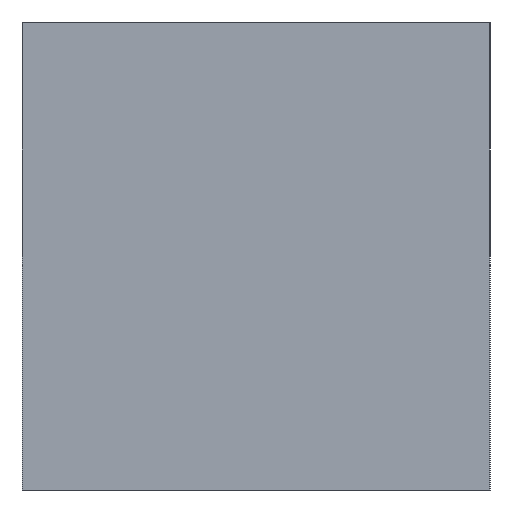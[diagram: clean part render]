
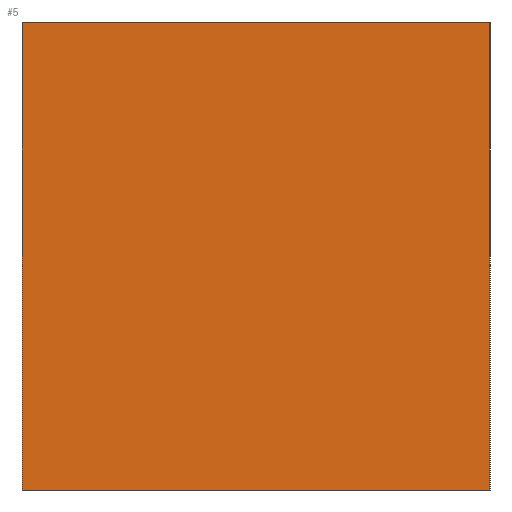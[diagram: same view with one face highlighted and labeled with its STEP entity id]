
A CAD part, left-side view. The second image highlights one B-rep face of the part: STEP entity #5.
In plain terms, the highlighted planar face has unit normal (-1, 0, 0).
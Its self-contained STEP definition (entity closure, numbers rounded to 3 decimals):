
#5 = ADVANCED_FACE ( 'NONE', ( #136 ), #209, .F. ) ;
#17 = EDGE_CURVE ( 'NONE', #19, #95, #108, .T. ) ;
#19 = VERTEX_POINT ( 'NONE', #307 ) ;
#22 = EDGE_LOOP ( 'NONE', ( #128, #246, #99, #301 ) ) ;
#25 = CARTESIAN_POINT ( 'NONE',  ( -12.7, -12.7, -12.7 ) ) ;
#37 = LINE ( 'NONE', #144, #92 ) ;
#41 = VECTOR ( 'NONE', #119, 1000. ) ;
#65 = DIRECTION ( 'NONE',  ( 0., 1., 0. ) ) ;
#92 = VECTOR ( 'NONE', #271, 1000. ) ;
#95 = VERTEX_POINT ( 'NONE', #303 ) ;
#99 = ORIENTED_EDGE ( 'NONE', *, *, #117, .T. ) ;
#101 = VECTOR ( 'NONE', #304, 1000. ) ;
#108 = LINE ( 'NONE', #186, #101 ) ;
#116 = DIRECTION ( 'NONE',  ( 0., 0., 1. ) ) ;
#117 = EDGE_CURVE ( 'NONE', #225, #19, #147, .T. ) ;
#119 = DIRECTION ( 'NONE',  ( 0., 1., 0. ) ) ;
#123 = LINE ( 'NONE', #294, #171 ) ;
#128 = ORIENTED_EDGE ( 'NONE', *, *, #176, .F. ) ;
#131 = CARTESIAN_POINT ( 'NONE',  ( -12.7, -12.7, 12.7 ) ) ;
#136 = FACE_OUTER_BOUND ( 'NONE', #22, .T. ) ;
#144 = CARTESIAN_POINT ( 'NONE',  ( -12.7, -12.7, 12.7 ) ) ;
#147 = LINE ( 'NONE', #199, #41 ) ;
#171 = VECTOR ( 'NONE', #65, 1000. ) ;
#176 = EDGE_CURVE ( 'NONE', #319, #95, #123, .T. ) ;
#186 = CARTESIAN_POINT ( 'NONE',  ( -12.7, 12.7, 12.7 ) ) ;
#199 = CARTESIAN_POINT ( 'NONE',  ( -12.7, -12.7, 12.7 ) ) ;
#209 = PLANE ( 'NONE',  #292 ) ;
#225 = VERTEX_POINT ( 'NONE', #273 ) ;
#245 = EDGE_CURVE ( 'NONE', #225, #319, #37, .T. ) ;
#246 = ORIENTED_EDGE ( 'NONE', *, *, #245, .F. ) ;
#271 = DIRECTION ( 'NONE',  ( 0., 0., -1. ) ) ;
#273 = CARTESIAN_POINT ( 'NONE',  ( -12.7, -12.7, 12.7 ) ) ;
#292 = AXIS2_PLACEMENT_3D ( 'NONE', #131, #312, #116 ) ;
#294 = CARTESIAN_POINT ( 'NONE',  ( -12.7, -12.7, -12.7 ) ) ;
#301 = ORIENTED_EDGE ( 'NONE', *, *, #17, .T. ) ;
#303 = CARTESIAN_POINT ( 'NONE',  ( -12.7, 12.7, -12.7 ) ) ;
#304 = DIRECTION ( 'NONE',  ( 0., 0., -1. ) ) ;
#307 = CARTESIAN_POINT ( 'NONE',  ( -12.7, 12.7, 12.7 ) ) ;
#312 = DIRECTION ( 'NONE',  ( 1., 0., 0. ) ) ;
#319 = VERTEX_POINT ( 'NONE', #25 ) ;
